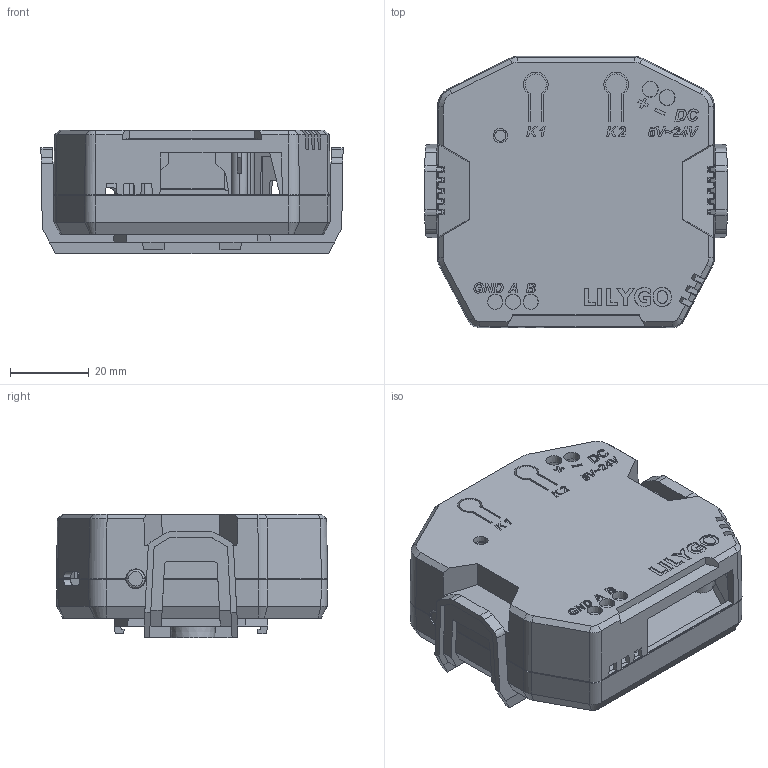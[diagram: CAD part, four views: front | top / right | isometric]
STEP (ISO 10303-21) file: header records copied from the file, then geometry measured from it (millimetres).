
FILE_DESCRIPTION((''),'2;1');
FILE_NAME('SHELL-003_ASM','2023-03-09T17:40:48',('HR'),(''),'CREO PARAMETRIC BY PTC INC, 2019010','CREO PARAMETRIC BY PTC INC, 2019010','');
FILE_SCHEMA(('AUTOMOTIVE_DESIGN { 1 0 10303 214 1 1 1 1 }'));
Length unit declared in the file: millimetre
Products named in the file (5): 072_T-RSC3_COV-B02; 071_T-RSC3_COV-A02; 084_T-RSC3_COV-C2; 085_T-RSC3_COV-D2; SHELL-003_ASM
Assembly tree (4 placements, depth 2):
  SHELL-003_ASM
    072_T-RSC3_COV-B02
    071_T-RSC3_COV-A02
    084_T-RSC3_COV-C2
    085_T-RSC3_COV-D2
Bounding box: 76.74 x 68.87 x 31.42 mm (x, y, z)
Volume: 35300.7 mm3; surface area: 42511.6 mm2
Topology: 4 solids, 4 shells, 1278 faces, 3549 edges, 2342 vertices
Faces by surface type: plane 879, extrusion 164, cylinder 110, cone 83, bspline 40, torus 2
Entity records: 51155 total; most frequent: CARTESIAN_POINT 10788, ORIENTED_EDGE 7098, DIRECTION 5637, EDGE_CURVE 3549, VECTOR 2863, PRESENTATION_STYLE_ASSIGNMENT 2724, STYLED_ITEM 2724, CURVE_STYLE 2722
